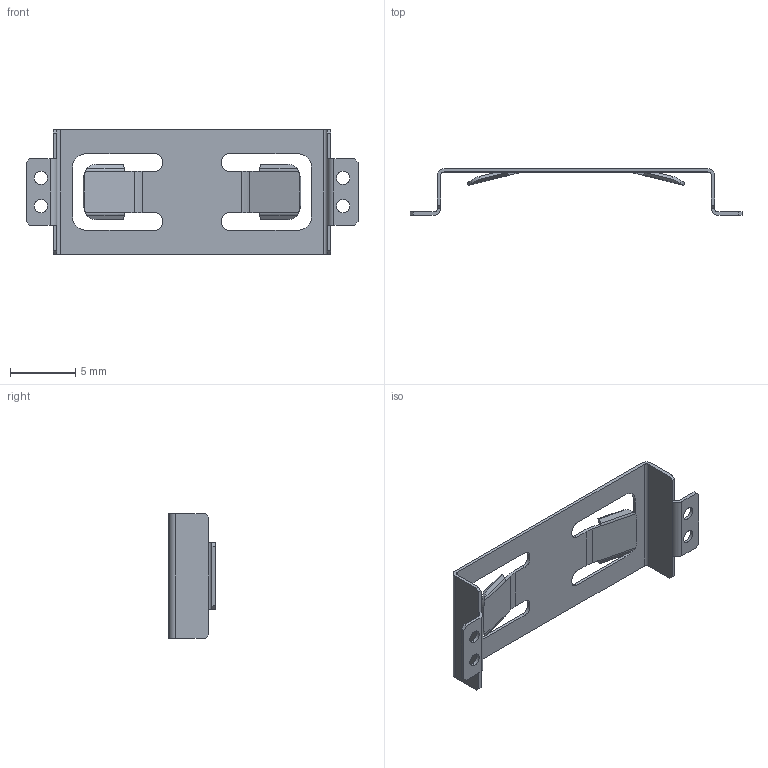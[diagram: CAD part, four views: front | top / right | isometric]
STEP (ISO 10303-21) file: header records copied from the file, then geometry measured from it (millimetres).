
FILE_DESCRIPTION (( 'STEP AP203' ), '1' );
FILE_NAME ('7736-022_A_MPD-Strap_CR2032_SM_Solder Pad Holes.STEP', '2021-05-14T15:47:19', ( '' ), ( '' ), 'SwSTEP 2.0', 'SolidWorks 2019', '' );
FILE_SCHEMA (( 'CONFIG_CONTROL_DESIGN' ));
Length unit declared in the file: inch
Products named in the file (1): 7736-022_A_MPD-Strap_CR2032_SM_Solder Pad Holes
Bounding box: 25.4 x 3.56 x 9.53 mm (x, y, z)
Volume: 60.7 mm3; surface area: 521.5 mm2
Topology: 1 solids, 1 shells, 123 faces, 344 edges, 224 vertices
Faces by surface type: plane 79, cylinder 44
Entity records: 4041 total; most frequent: CARTESIAN_POINT 740, ORIENTED_EDGE 688, DIRECTION 656, EDGE_CURVE 344, LINE 248, VECTOR 248, VERTEX_POINT 224, AXIS2_PLACEMENT_3D 204
